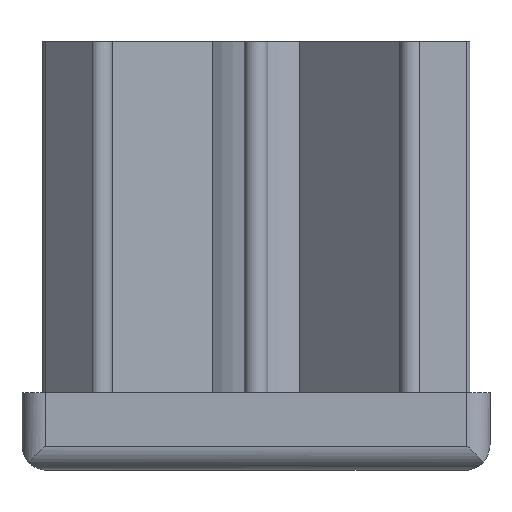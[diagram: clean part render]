
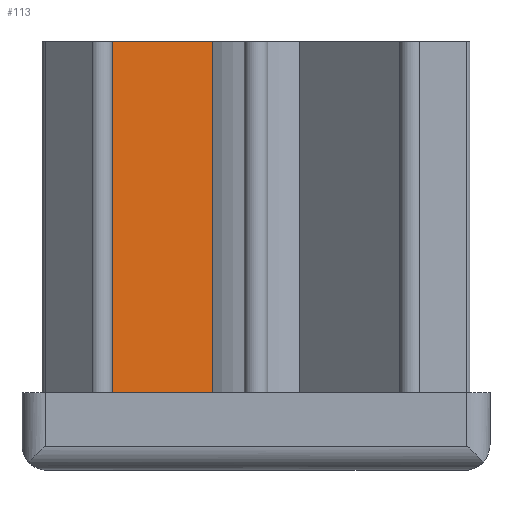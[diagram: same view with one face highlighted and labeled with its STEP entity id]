
A CAD part, front view. The second image highlights one B-rep face of the part: STEP entity #113.
In plain terms, the highlighted planar face has unit normal (0.707, -0.707, 0).
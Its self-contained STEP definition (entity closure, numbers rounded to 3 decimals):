
#113 = ADVANCED_FACE( '', ( #276 ), #277, .F. );
#276 = FACE_OUTER_BOUND( '', #491, .T. );
#277 = PLANE( '', #492 );
#491 = EDGE_LOOP( '', ( #754, #755, #756, #757 ) );
#492 = AXIS2_PLACEMENT_3D( '', #758, #759, #760 );
#754 = ORIENTED_EDGE( '', *, *, #1354, .T. );
#755 = ORIENTED_EDGE( '', *, *, #1355, .T. );
#756 = ORIENTED_EDGE( '', *, *, #1356, .F. );
#757 = ORIENTED_EDGE( '', *, *, #1357, .F. );
#758 = CARTESIAN_POINT( '', ( -20.818, -22.939, 55. ) );
#759 = DIRECTION( '', ( -0.707, 0.707, 0. ) );
#760 = DIRECTION( '', ( -0.707, -0.707, 0. ) );
#1354 = EDGE_CURVE( '', #1640, #1641, #1642, .T. );
#1355 = EDGE_CURVE( '', #1641, #1643, #1644, .T. );
#1356 = EDGE_CURVE( '', #1645, #1643, #1646, .T. );
#1357 = EDGE_CURVE( '', #1640, #1645, #1647, .T. );
#1640 = VERTEX_POINT( '', #2080 );
#1641 = VERTEX_POINT( '', #2081 );
#1642 = LINE( '', #2082, #2083 );
#1643 = VERTEX_POINT( '', #2084 );
#1644 = LINE( '', #2085, #2086 );
#1645 = VERTEX_POINT( '', #2087 );
#1646 = LINE( '', #2088, #2089 );
#1647 = LINE( '', #2090, #2091 );
#2080 = CARTESIAN_POINT( '', ( -20.818, -22.939, 55. ) );
#2081 = CARTESIAN_POINT( '', ( -20.818, -22.939, 10. ) );
#2082 = CARTESIAN_POINT( '', ( -20.818, -22.939, 55. ) );
#2083 = VECTOR( '', #2628, 1000. );
#2084 = CARTESIAN_POINT( '', ( -5.573, -7.694, 10. ) );
#2085 = CARTESIAN_POINT( '', ( -20.818, -22.939, 10. ) );
#2086 = VECTOR( '', #2629, 1000. );
#2087 = CARTESIAN_POINT( '', ( -5.573, -7.694, 55. ) );
#2088 = CARTESIAN_POINT( '', ( -5.573, -7.694, 55. ) );
#2089 = VECTOR( '', #2630, 1000. );
#2090 = CARTESIAN_POINT( '', ( -20.818, -22.939, 55. ) );
#2091 = VECTOR( '', #2631, 1000. );
#2628 = DIRECTION( '', ( 0., 0., -1. ) );
#2629 = DIRECTION( '', ( 0.707, 0.707, 0. ) );
#2630 = DIRECTION( '', ( 0., 0., -1. ) );
#2631 = DIRECTION( '', ( 0.707, 0.707, 0. ) );
